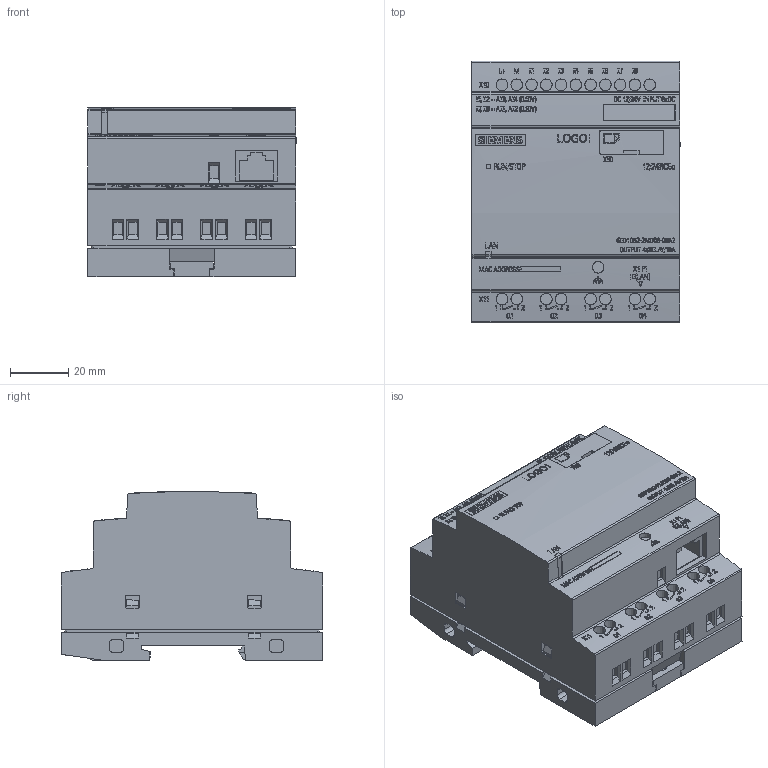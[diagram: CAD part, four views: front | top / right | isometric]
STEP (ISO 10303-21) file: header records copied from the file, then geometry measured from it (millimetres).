
FILE_DESCRIPTION(/* description */ (''),/* implementation_level */ '2;1');
FILE_NAME(/* name */ '6ED1052-2MD08-0BA2_3d.stp',/* time_stamp */ '2024-01-15T21:54:20+08:00',/* author */ (''),/* organization */ (''),/* preprocessor_version */ 'ST-DEVELOPER v18.102',/* originating_system */ 'SIEMENS PLM Software NX 2023',/* authorisation */ '');
FILE_SCHEMA (('AUTOMOTIVE_DESIGN { 1 0 10303 214 3 1 1 1 }'));
Products named in the file (4): A5E35212843A_RS-AA_003_2-Cover_connector; A5E53550233A_RS-AA_001_2-Labeling; A5E50416403A_RS-AA_002_2-Housing; A5E53514904A_RS-AA_001_3-CAx_6ED10522MD080BA2
Assembly tree (3 placements, depth 2):
  A5E53514904A_RS-AA_001_3-CAx_6ED10522MD080BA2
    A5E50416403A_RS-AA_002_2-Housing
    A5E53550233A_RS-AA_001_2-Labeling
    A5E35212843A_RS-AA_003_2-Cover_connector
Bounding box: 71.6 x 90 x 58.14 mm (x, y, z)
Volume: 294315.3 mm3; surface area: 37871.9 mm2
Topology: 206 solids, 206 shells, 2947 faces, 7268 edges, 4815 vertices
Faces by surface type: plane 1999, cylinder 492, extrusion 456
Full cylindrical faces by diameter (mm): 4.3 x2, 5.1 x1
Entity records: 134684 total; most frequent: CARTESIAN_POINT 42868, ORIENTED_EDGE 14524, DIRECTION 13577, EDGE_CURVE 7262, VERTEX_POINT 4812, VECTOR 4647, AXIS2_PLACEMENT_3D 4465, LINE 4191
